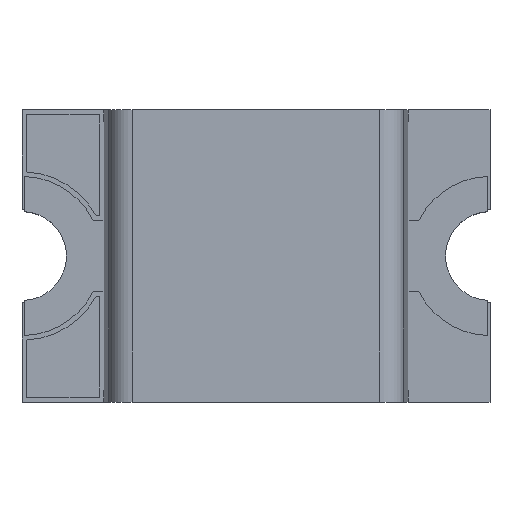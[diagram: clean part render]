
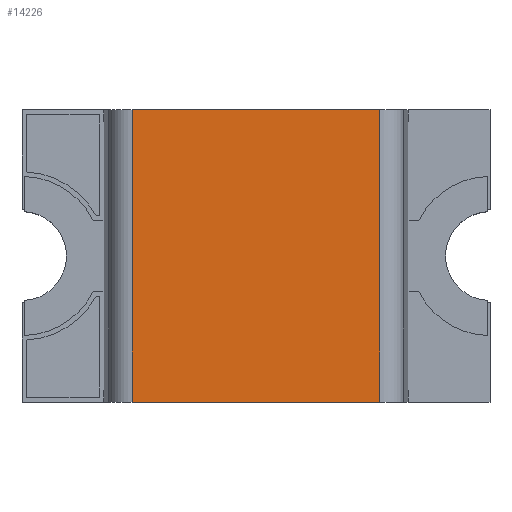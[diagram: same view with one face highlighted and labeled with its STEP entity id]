
A CAD part, top view. The second image highlights one B-rep face of the part: STEP entity #14226.
In plain terms, the highlighted planar face has unit normal (0, 0, 1).
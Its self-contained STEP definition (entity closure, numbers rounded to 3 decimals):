
#1305 = AXIS2_PLACEMENT_3D ( 'NONE', #5218, #12071, #13335 ) ;
#1560 = CARTESIAN_POINT ( 'NONE',  ( -0.65, 0.625, 0.81 ) ) ;
#1620 = LINE ( 'NONE', #12856, #1671 ) ;
#1671 = VECTOR ( 'NONE', #9516, 1000. ) ;
#2591 = CARTESIAN_POINT ( 'NONE',  ( 0.529, 0., 0.81 ) ) ;
#2747 = CARTESIAN_POINT ( 'NONE',  ( 0.529, 0.625, 0.81 ) ) ;
#3013 = VERTEX_POINT ( 'NONE', #12741 ) ;
#3833 = LINE ( 'NONE', #2591, #12855 ) ;
#3858 = VERTEX_POINT ( 'NONE', #2747 ) ;
#4356 = EDGE_CURVE ( 'NONE', #3013, #13753, #14148, .T. ) ;
#4389 = EDGE_CURVE ( 'NONE', #3858, #10464, #7348, .T. ) ;
#4445 = ORIENTED_EDGE ( 'NONE', *, *, #4356, .T. ) ;
#4726 = EDGE_CURVE ( 'NONE', #10464, #3013, #1620, .T. ) ;
#5107 = EDGE_CURVE ( 'NONE', #13753, #3858, #3833, .T. ) ;
#5218 = CARTESIAN_POINT ( 'NONE',  ( 0., 0., 0.81 ) ) ;
#6159 = ORIENTED_EDGE ( 'NONE', *, *, #4726, .T. ) ;
#6630 = VECTOR ( 'NONE', #7554, 1000. ) ;
#7269 = CARTESIAN_POINT ( 'NONE',  ( -0.65, -0.625, 0.81 ) ) ;
#7348 = LINE ( 'NONE', #1560, #6630 ) ;
#7362 = ORIENTED_EDGE ( 'NONE', *, *, #5107, .T. ) ;
#7554 = DIRECTION ( 'NONE',  ( -1., 0., 0. ) ) ;
#8536 = DIRECTION ( 'NONE',  ( 1., 0., 0. ) ) ;
#8576 = PLANE ( 'NONE',  #1305 ) ;
#9516 = DIRECTION ( 'NONE',  ( 0., -1., 0. ) ) ;
#9933 = FACE_OUTER_BOUND ( 'NONE', #10616, .T. ) ;
#10464 = VERTEX_POINT ( 'NONE', #14398 ) ;
#10616 = EDGE_LOOP ( 'NONE', ( #4445, #7362, #13070, #6159 ) ) ;
#10712 = DIRECTION ( 'NONE',  ( 0., 1., 0. ) ) ;
#12071 = DIRECTION ( 'NONE',  ( 0., 0., 1. ) ) ;
#12345 = VECTOR ( 'NONE', #8536, 1000. ) ;
#12741 = CARTESIAN_POINT ( 'NONE',  ( -0.529, -0.625, 0.81 ) ) ;
#12855 = VECTOR ( 'NONE', #10712, 1000. ) ;
#12856 = CARTESIAN_POINT ( 'NONE',  ( -0.529, 0., 0.81 ) ) ;
#13070 = ORIENTED_EDGE ( 'NONE', *, *, #4389, .T. ) ;
#13335 = DIRECTION ( 'NONE',  ( 1., 0., 0. ) ) ;
#13471 = CARTESIAN_POINT ( 'NONE',  ( 0.529, -0.625, 0.81 ) ) ;
#13753 = VERTEX_POINT ( 'NONE', #13471 ) ;
#14148 = LINE ( 'NONE', #7269, #12345 ) ;
#14226 = ADVANCED_FACE ( 'NONE', ( #9933 ), #8576, .T. ) ;
#14398 = CARTESIAN_POINT ( 'NONE',  ( -0.529, 0.625, 0.81 ) ) ;
